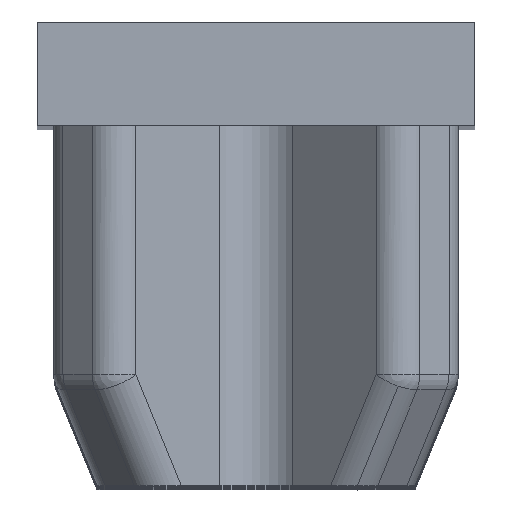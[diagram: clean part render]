
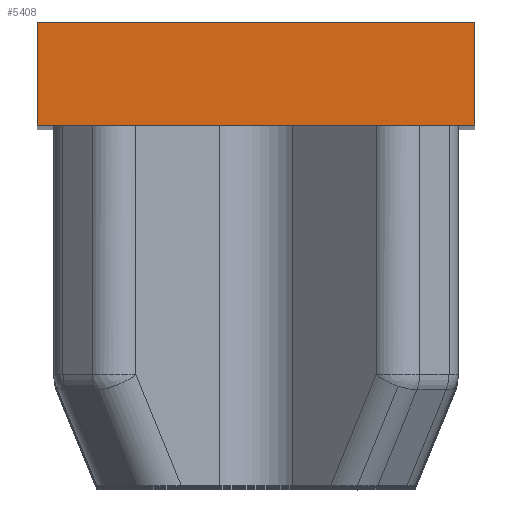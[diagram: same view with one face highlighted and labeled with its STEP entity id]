
A CAD part, top view. The second image highlights one B-rep face of the part: STEP entity #5408.
In plain terms, the highlighted planar face has unit normal (0, 0, 1).
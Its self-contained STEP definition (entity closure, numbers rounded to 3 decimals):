
#5=DIRECTION('',(0.,-1.,0.));
#6=VECTOR('',#5,1.);
#7=CARTESIAN_POINT('',(4.25,1.,0.));
#8=LINE('',#7,#6);
#33=DIRECTION('',(1.,0.,0.));
#34=VECTOR('',#33,4.25);
#35=CARTESIAN_POINT('',(0.,0.,0.));
#36=LINE('',#35,#34);
#37=DIRECTION('',(-1.,0.,0.));
#38=VECTOR('',#37,4.25);
#39=CARTESIAN_POINT('',(4.25,1.,0.));
#40=LINE('',#39,#38);
#191=DIRECTION('',(0.,1.,0.));
#192=VECTOR('',#191,1.);
#193=CARTESIAN_POINT('',(0.,0.,0.));
#194=LINE('',#193,#192);
#4203=CARTESIAN_POINT('',(4.25,1.,0.));
#4204=VERTEX_POINT('',#4203);
#4205=CARTESIAN_POINT('',(4.25,0.,0.));
#4206=VERTEX_POINT('',#4205);
#4207=CARTESIAN_POINT('',(0.,0.,0.));
#4208=VERTEX_POINT('',#4207);
#4281=CARTESIAN_POINT('',(0.,1.,0.));
#4282=VERTEX_POINT('',#4281);
#5395=CARTESIAN_POINT('',(5.207,-0.1,0.));
#5396=DIRECTION('',(0.,0.,1.));
#5397=DIRECTION('',(1.,0.,0.));
#5398=AXIS2_PLACEMENT_3D('',#5395,#5396,#5397);
#5399=PLANE('',#5398);
#5400=ORIENTED_EDGE('',*,*,#5349,.T.);
#5402=ORIENTED_EDGE('',*,*,#5401,.F.);
#5404=ORIENTED_EDGE('',*,*,#5403,.T.);
#5405=ORIENTED_EDGE('',*,*,#5388,.F.);
#5406=EDGE_LOOP('',(#5400,#5402,#5404,#5405));
#5407=FACE_OUTER_BOUND('',#5406,.F.);
#5349=EDGE_CURVE('',#4204,#4206,#8,.T.);
#5388=EDGE_CURVE('',#4204,#4282,#40,.T.);
#5401=EDGE_CURVE('',#4208,#4206,#36,.T.);
#5403=EDGE_CURVE('',#4208,#4282,#194,.T.);
#5408=ADVANCED_FACE('',(#5407),#5399,.T.);
